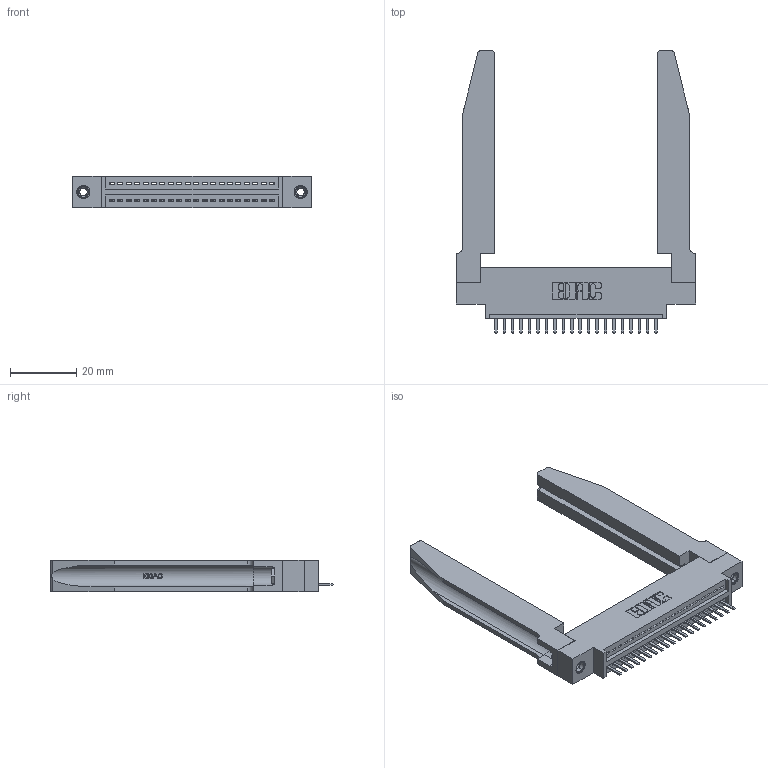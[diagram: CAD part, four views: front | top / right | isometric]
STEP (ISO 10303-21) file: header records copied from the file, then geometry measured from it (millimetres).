
FILE_DESCRIPTION (( 'STEP AP203' ), '1' );
FILE_NAME ('395-020-520-678.STEP', '2019-10-17T18:10:43', ( '' ), ( '' ), 'SwSTEP 2.0', 'SolidWorks 2016', '' );
FILE_SCHEMA (( 'CONFIG_CONTROL_DESIGN' ));
Length unit declared in the file: inch
Products named in the file (5): 345-250-001_345-250-001-102; 395-020-520-678; 345 Part_0.170 Offset - 0.156 Dia-TH; 345-220-078_345-220-078; 345-292-001_345-293-120
Assembly tree (25 placements, depth 2):
  395-020-520-678
    345 Part_0.170 Offset - 0.156 Dia-TH
    345-292-001_345-293-120  x20
    345-250-001_345-250-001-102  x2
    345-220-078_345-220-078  x2
Bounding box: 72.03 x 84.96 x 9.4 mm (x, y, z)
Volume: 14261.3 mm3; surface area: 15110.6 mm2
Topology: 25 solids, 25 shells, 1604 faces, 4641 edges, 3030 vertices
Faces by surface type: plane 1066, cylinder 486, bspline 36, cone 12, torus 4
Entity records: 23000 total; most frequent: CARTESIAN_POINT 4895, ORIENTED_EDGE 3734, DIRECTION 3301, EDGE_CURVE 1867, LINE 1557, VECTOR 1557, VERTEX_POINT 1236, AXIS2_PLACEMENT_3D 872
